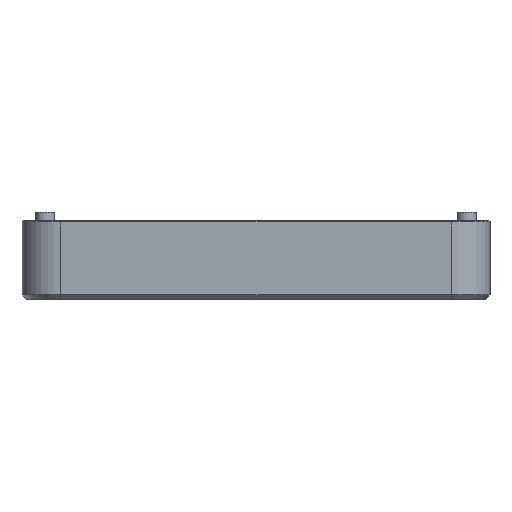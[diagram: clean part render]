
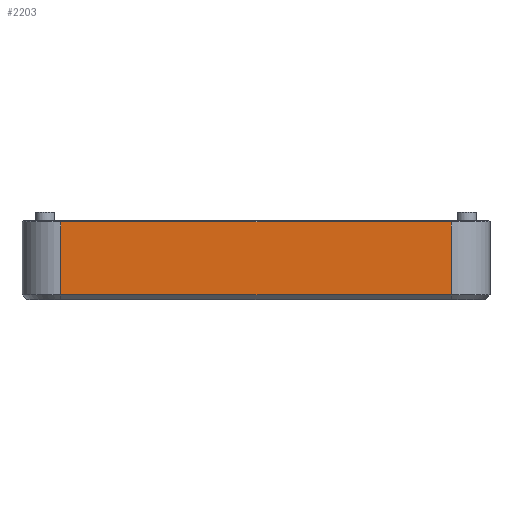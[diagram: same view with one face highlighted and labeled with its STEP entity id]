
A CAD part, left-side view. The second image highlights one B-rep face of the part: STEP entity #2203.
In plain terms, the highlighted planar face has unit normal (-1, 0, 0).
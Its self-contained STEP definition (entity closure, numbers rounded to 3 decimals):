
#266=FACE_OUTER_BOUND('',#407,.T.);
#407=EDGE_LOOP('',(#1797,#1798,#1799,#1800));
#602=LINE('',#3648,#815);
#615=LINE('',#3690,#828);
#617=LINE('',#3696,#830);
#618=LINE('',#3697,#831);
#815=VECTOR('',#2930,10.);
#828=VECTOR('',#2987,10.);
#830=VECTOR('',#2993,10.);
#831=VECTOR('',#2994,10.);
#1050=VERTEX_POINT('',#3642);
#1051=VERTEX_POINT('',#3646);
#1058=VERTEX_POINT('',#3689);
#1060=VERTEX_POINT('',#3695);
#1306=EDGE_CURVE('',#1051,#1050,#602,.T.);
#1325=EDGE_CURVE('',#1050,#1058,#615,.T.);
#1328=EDGE_CURVE('',#1060,#1051,#617,.T.);
#1329=EDGE_CURVE('',#1058,#1060,#618,.T.);
#1797=ORIENTED_EDGE('',*,*,#1306,.F.);
#1798=ORIENTED_EDGE('',*,*,#1328,.F.);
#1799=ORIENTED_EDGE('',*,*,#1329,.F.);
#1800=ORIENTED_EDGE('',*,*,#1325,.F.);
#2102=PLANE('',#2439);
#2203=ADVANCED_FACE('',(#266),#2102,.T.);
#2439=AXIS2_PLACEMENT_3D('',#3694,#2991,#2992);
#2930=DIRECTION('',(0.,-1.,0.));
#2987=DIRECTION('',(0.,0.,-1.));
#2991=DIRECTION('center_axis',(-1.,0.,0.));
#2992=DIRECTION('ref_axis',(0.,1.,0.));
#2993=DIRECTION('',(0.,0.,1.));
#2994=DIRECTION('',(0.,1.,0.));
#3642=CARTESIAN_POINT('',(-4.5,-177.928,16.603));
#3646=CARTESIAN_POINT('',(-4.5,-97.728,16.603));
#3648=CARTESIAN_POINT('',(-4.5,-162.061,16.603));
#3689=CARTESIAN_POINT('',(-4.5,-177.928,1.603));
#3690=CARTESIAN_POINT('',(-4.5,-177.928,19.603));
#3694=CARTESIAN_POINT('Origin',(-4.5,-185.928,19.603));
#3695=CARTESIAN_POINT('',(-4.5,-97.728,1.603));
#3696=CARTESIAN_POINT('',(-4.5,-97.728,19.603));
#3697=CARTESIAN_POINT('',(-4.5,-161.878,1.603));
